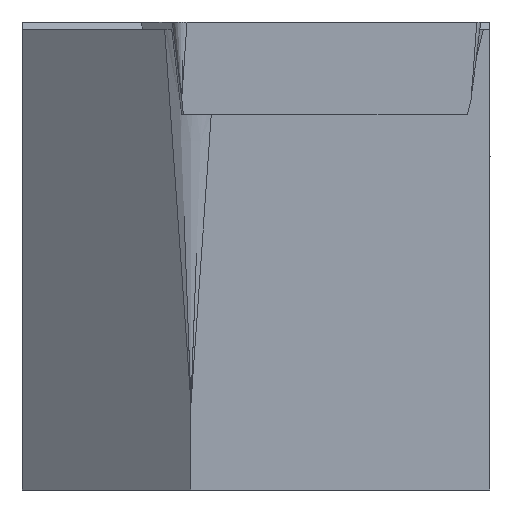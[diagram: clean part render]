
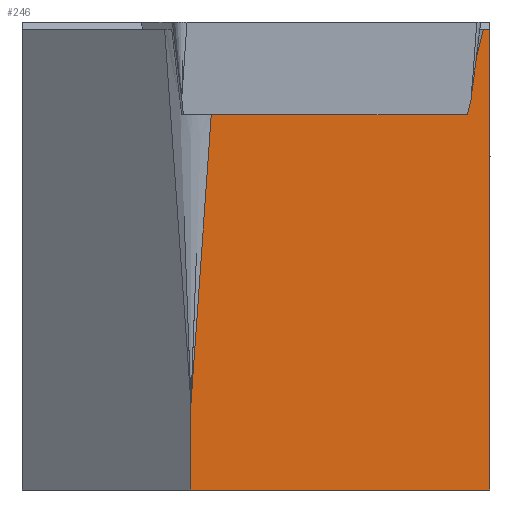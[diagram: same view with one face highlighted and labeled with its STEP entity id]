
A CAD part, left-side view. The second image highlights one B-rep face of the part: STEP entity #246.
In plain terms, the highlighted planar face has unit normal (-0.813, -0.569, -0.122).
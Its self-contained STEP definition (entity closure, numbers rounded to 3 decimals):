
#226=PLANE('',#675);
#246=ADVANCED_FACE('',(#275),#226,.F.);
#275=FACE_OUTER_BOUND('',#298,.T.);
#298=EDGE_LOOP('',(#436,#437,#438,#439,#440,#441,#442));
#325=LINE('',#845,#378);
#326=LINE('',#847,#379);
#327=LINE('',#849,#380);
#328=LINE('',#851,#381);
#329=LINE('',#853,#382);
#330=LINE('',#855,#383);
#331=LINE('',#857,#384);
#378=VECTOR('',#713,1.);
#379=VECTOR('',#716,1.);
#380=VECTOR('',#717,1.);
#381=VECTOR('',#718,1.);
#382=VECTOR('',#719,1.);
#383=VECTOR('',#720,1.);
#384=VECTOR('',#721,1.);
#436=ORIENTED_EDGE('',*,*,#604,.F.);
#437=ORIENTED_EDGE('',*,*,#603,.F.);
#438=ORIENTED_EDGE('',*,*,#605,.F.);
#439=ORIENTED_EDGE('',*,*,#606,.F.);
#440=ORIENTED_EDGE('',*,*,#607,.T.);
#441=ORIENTED_EDGE('',*,*,#608,.T.);
#442=ORIENTED_EDGE('',*,*,#609,.T.);
#558=VERTEX_POINT('',#832);
#561=VERTEX_POINT('',#844);
#562=VERTEX_POINT('',#848);
#563=VERTEX_POINT('',#850);
#564=VERTEX_POINT('',#852);
#565=VERTEX_POINT('',#854);
#566=VERTEX_POINT('',#856);
#603=EDGE_CURVE('',#561,#558,#325,.T.);
#604=EDGE_CURVE('',#558,#562,#326,.T.);
#605=EDGE_CURVE('',#563,#561,#327,.T.);
#606=EDGE_CURVE('',#564,#563,#328,.T.);
#607=EDGE_CURVE('',#564,#565,#329,.T.);
#608=EDGE_CURVE('',#565,#566,#330,.T.);
#609=EDGE_CURVE('',#566,#562,#331,.T.);
#675=AXIS2_PLACEMENT_3D('',#858,#722,#723);
#713=DIRECTION('',(-0.1,-0.07,0.993));
#716=DIRECTION('',(0.574,-0.819,0.));
#717=DIRECTION('',(-0.148,0.,0.989));
#718=DIRECTION('',(-0.574,0.819,0.));
#719=DIRECTION('',(-0.148,0.,0.989));
#720=DIRECTION('',(-0.574,0.819,0.));
#721=DIRECTION('',(-0.021,0.238,-0.971));
#722=DIRECTION('',(0.813,0.569,0.122));
#723=DIRECTION('',(-0.574,0.819,0.));
#832=CARTESIAN_POINT('',(1.961,-8.088,-3.97));
#844=CARTESIAN_POINT('',(3.2,-7.22,-16.289));
#845=CARTESIAN_POINT('',(1.562,-8.367,0.));
#847=CARTESIAN_POINT('',(1.961,-8.088,-3.97));
#848=CARTESIAN_POINT('',(9.475,-18.819,-3.97));
#849=CARTESIAN_POINT('',(0.885,-7.22,-0.844));
#850=CARTESIAN_POINT('',(3.756,-7.22,-20.));
#851=CARTESIAN_POINT('',(3.573,-6.959,-20.));
#852=CARTESIAN_POINT('',(12.705,-20.,-20.));
#853=CARTESIAN_POINT('',(12.426,-20.,-18.138));
#854=CARTESIAN_POINT('',(9.752,-20.,-0.3));
#855=CARTESIAN_POINT('',(-2.853,-1.998,-0.3));
#856=CARTESIAN_POINT('',(9.554,-19.717,-0.3));
#857=CARTESIAN_POINT('',(9.5,-19.106,-2.797));
#858=CARTESIAN_POINT('',(1.562,-8.367,0.));
